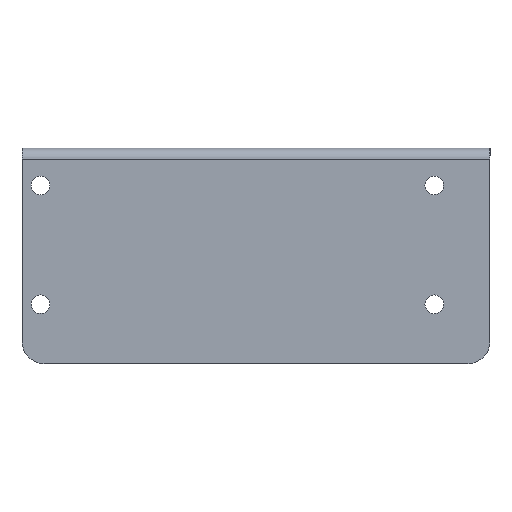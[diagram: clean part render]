
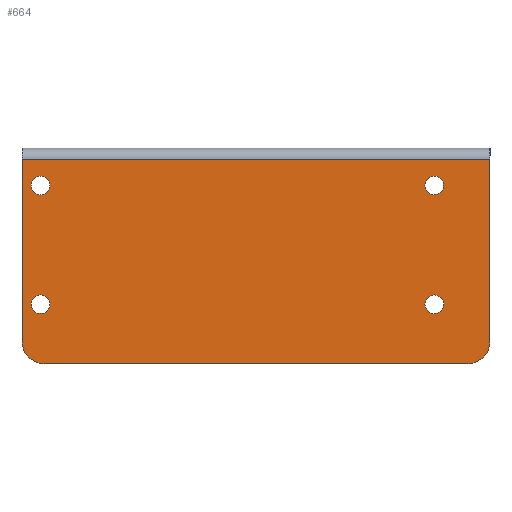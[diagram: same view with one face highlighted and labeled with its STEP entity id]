
A CAD part, left-side view. The second image highlights one B-rep face of the part: STEP entity #664.
In plain terms, the highlighted planar face has unit normal (-1, 0, 0).
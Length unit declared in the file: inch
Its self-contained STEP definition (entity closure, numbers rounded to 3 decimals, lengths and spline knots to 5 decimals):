
#4 = VECTOR ( 'NONE', #597, 39.37008 ) ;
#27 = LINE ( 'NONE', #476, #631 ) ;
#32 = EDGE_LOOP ( 'NONE', ( #498 ) ) ;
#45 = EDGE_LOOP ( 'NONE', ( #237 ) ) ;
#67 = AXIS2_PLACEMENT_3D ( 'NONE', #553, #226, #481 ) ;
#78 = CARTESIAN_POINT ( 'NONE',  ( 0., -6.9375, -0.625 ) ) ;
#83 = DIRECTION ( 'NONE',  ( 0., 0., 1. ) ) ;
#99 = CARTESIAN_POINT ( 'NONE',  ( 0., 0., -3.25 ) ) ;
#114 = CARTESIAN_POINT ( 'NONE',  ( 0., -7.875, 0. ) ) ;
#117 = EDGE_CURVE ( 'NONE', #149, #149, #549, .T. ) ;
#149 = VERTEX_POINT ( 'NONE', #414 ) ;
#152 = CARTESIAN_POINT ( 'NONE',  ( 0., -0.3125, -2.625 ) ) ;
#169 = VERTEX_POINT ( 'NONE', #666 ) ;
#172 = FACE_BOUND ( 'NONE', #32, .T. ) ;
#179 = VECTOR ( 'NONE', #296, 39.37008 ) ;
#182 = LINE ( 'NONE', #808, #420 ) ;
#183 = CIRCLE ( 'NONE', #606, 0.375 ) ;
#198 = VERTEX_POINT ( 'NONE', #99 ) ;
#199 = CARTESIAN_POINT ( 'NONE',  ( 0., 0., -0.185 ) ) ;
#211 = CARTESIAN_POINT ( 'NONE',  ( 0., -6.9375, -2.625 ) ) ;
#215 = CIRCLE ( 'NONE', #433, 0.15625 ) ;
#220 = DIRECTION ( 'NONE',  ( 0., 0., 1. ) ) ;
#225 = DIRECTION ( 'NONE',  ( -1., 0., 0. ) ) ;
#226 = DIRECTION ( 'NONE',  ( 1., 0., 0. ) ) ;
#237 = ORIENTED_EDGE ( 'NONE', *, *, #437, .F. ) ;
#240 = DIRECTION ( 'NONE',  ( -1., 0., 0. ) ) ;
#257 = EDGE_CURVE ( 'NONE', #169, #169, #469, .T. ) ;
#261 = VERTEX_POINT ( 'NONE', #682 ) ;
#266 = EDGE_CURVE ( 'NONE', #517, #198, #537, .T. ) ;
#276 = DIRECTION ( 'NONE',  ( -1., 0., 0. ) ) ;
#284 = EDGE_LOOP ( 'NONE', ( #653, #348, #564, #577, #745, #406 ) ) ;
#288 = EDGE_CURVE ( 'NONE', #607, #261, #492, .T. ) ;
#295 = LINE ( 'NONE', #792, #4 ) ;
#296 = DIRECTION ( 'NONE',  ( 0., 0., -1. ) ) ;
#322 = CARTESIAN_POINT ( 'NONE',  ( 0., -7.5, -3.625 ) ) ;
#348 = ORIENTED_EDGE ( 'NONE', *, *, #621, .F. ) ;
#351 = EDGE_CURVE ( 'NONE', #760, #607, #295, .T. ) ;
#360 = DIRECTION ( 'NONE',  ( 0., 1., 0. ) ) ;
#363 = CARTESIAN_POINT ( 'NONE',  ( 0., -6.9375, -0.46875 ) ) ;
#370 = EDGE_CURVE ( 'NONE', #425, #425, #215, .T. ) ;
#385 = FACE_BOUND ( 'NONE', #494, .T. ) ;
#391 = ORIENTED_EDGE ( 'NONE', *, *, #117, .F. ) ;
#406 = ORIENTED_EDGE ( 'NONE', *, *, #491, .F. ) ;
#407 = DIRECTION ( 'NONE',  ( 0., 0., 1. ) ) ;
#414 = CARTESIAN_POINT ( 'NONE',  ( 0., -6.9375, -2.46875 ) ) ;
#416 = DIRECTION ( 'NONE',  ( 0., 0., 1. ) ) ;
#420 = VECTOR ( 'NONE', #360, 39.37008 ) ;
#425 = VERTEX_POINT ( 'NONE', #363 ) ;
#427 = PLANE ( 'NONE',  #632 ) ;
#433 = AXIS2_PLACEMENT_3D ( 'NONE', #78, #225, #83 ) ;
#437 = EDGE_CURVE ( 'NONE', #739, #739, #769, .T. ) ;
#445 = EDGE_CURVE ( 'NONE', #261, #614, #183, .T. ) ;
#449 = FACE_BOUND ( 'NONE', #45, .T. ) ;
#451 = DIRECTION ( 'NONE',  ( 0., 0., -1. ) ) ;
#469 = CIRCLE ( 'NONE', #500, 0.15625 ) ;
#476 = CARTESIAN_POINT ( 'NONE',  ( 0., 0., 0. ) ) ;
#480 = DIRECTION ( 'NONE',  ( 1., 0., 0. ) ) ;
#481 = DIRECTION ( 'NONE',  ( 0., 0., 1. ) ) ;
#483 = AXIS2_PLACEMENT_3D ( 'NONE', #211, #715, #220 ) ;
#484 = ORIENTED_EDGE ( 'NONE', *, *, #370, .F. ) ;
#491 = EDGE_CURVE ( 'NONE', #198, #760, #27, .T. ) ;
#492 = LINE ( 'NONE', #114, #179 ) ;
#494 = EDGE_LOOP ( 'NONE', ( #484 ) ) ;
#496 = DIRECTION ( 'NONE',  ( 0., 0., 1. ) ) ;
#498 = ORIENTED_EDGE ( 'NONE', *, *, #257, .F. ) ;
#500 = AXIS2_PLACEMENT_3D ( 'NONE', #805, #240, #496 ) ;
#517 = VERTEX_POINT ( 'NONE', #578 ) ;
#521 = CARTESIAN_POINT ( 'NONE',  ( 0., 0., 0. ) ) ;
#537 = CIRCLE ( 'NONE', #67, 0.375 ) ;
#549 = CIRCLE ( 'NONE', #483, 0.15625 ) ;
#553 = CARTESIAN_POINT ( 'NONE',  ( 0., -0.375, -3.25 ) ) ;
#564 = ORIENTED_EDGE ( 'NONE', *, *, #445, .F. ) ;
#577 = ORIENTED_EDGE ( 'NONE', *, *, #288, .F. ) ;
#578 = CARTESIAN_POINT ( 'NONE',  ( 0., -0.375, -3.625 ) ) ;
#597 = DIRECTION ( 'NONE',  ( 0., -1., 0. ) ) ;
#606 = AXIS2_PLACEMENT_3D ( 'NONE', #788, #480, #660 ) ;
#607 = VERTEX_POINT ( 'NONE', #803 ) ;
#614 = VERTEX_POINT ( 'NONE', #322 ) ;
#621 = EDGE_CURVE ( 'NONE', #614, #517, #182, .T. ) ;
#631 = VECTOR ( 'NONE', #416, 39.37008 ) ;
#632 = AXIS2_PLACEMENT_3D ( 'NONE', #521, #765, #451 ) ;
#653 = ORIENTED_EDGE ( 'NONE', *, *, #266, .F. ) ;
#660 = DIRECTION ( 'NONE',  ( 0., 0., -1. ) ) ;
#664 = ADVANCED_FACE ( 'NONE', ( #753, #449, #696, #385, #172 ), #427, .F. ) ;
#666 = CARTESIAN_POINT ( 'NONE',  ( 0., -0.3125, -0.46875 ) ) ;
#670 = AXIS2_PLACEMENT_3D ( 'NONE', #152, #276, #407 ) ;
#682 = CARTESIAN_POINT ( 'NONE',  ( 0., -7.875, -3.25 ) ) ;
#696 = FACE_BOUND ( 'NONE', #722, .T. ) ;
#715 = DIRECTION ( 'NONE',  ( -1., 0., 0. ) ) ;
#722 = EDGE_LOOP ( 'NONE', ( #391 ) ) ;
#739 = VERTEX_POINT ( 'NONE', #785 ) ;
#745 = ORIENTED_EDGE ( 'NONE', *, *, #351, .F. ) ;
#753 = FACE_OUTER_BOUND ( 'NONE', #284, .T. ) ;
#760 = VERTEX_POINT ( 'NONE', #199 ) ;
#765 = DIRECTION ( 'NONE',  ( 1., 0., 0. ) ) ;
#769 = CIRCLE ( 'NONE', #670, 0.15625 ) ;
#785 = CARTESIAN_POINT ( 'NONE',  ( 0., -0.3125, -2.46875 ) ) ;
#788 = CARTESIAN_POINT ( 'NONE',  ( 0., -7.5, -3.25 ) ) ;
#792 = CARTESIAN_POINT ( 'NONE',  ( 0., 0., -0.185 ) ) ;
#803 = CARTESIAN_POINT ( 'NONE',  ( 0., -7.875, -0.185 ) ) ;
#805 = CARTESIAN_POINT ( 'NONE',  ( 0., -0.3125, -0.625 ) ) ;
#808 = CARTESIAN_POINT ( 'NONE',  ( 0., 0., -3.625 ) ) ;
